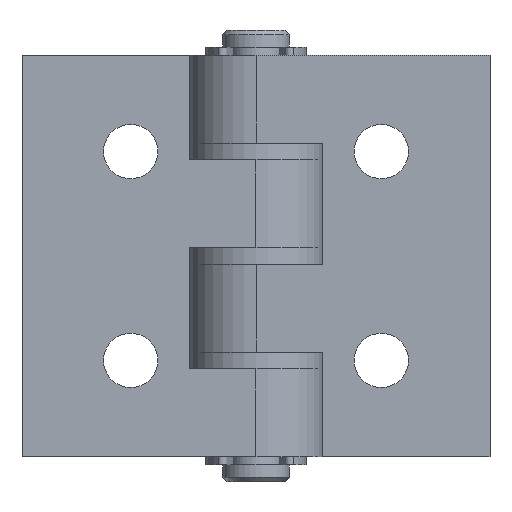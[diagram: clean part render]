
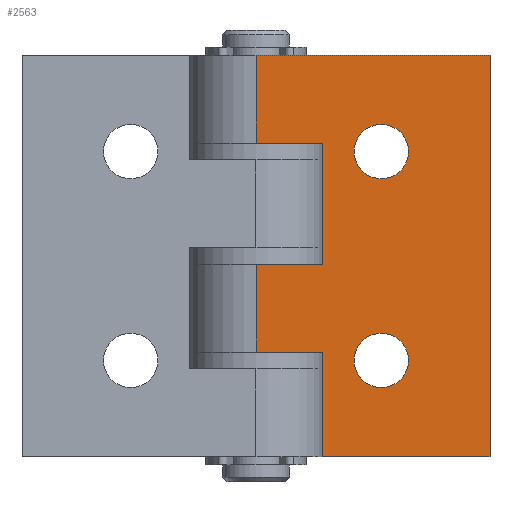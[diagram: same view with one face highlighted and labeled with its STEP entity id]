
A CAD part, front view. The second image highlights one B-rep face of the part: STEP entity #2563.
In plain terms, the highlighted planar face has unit normal (0, -1, 0).
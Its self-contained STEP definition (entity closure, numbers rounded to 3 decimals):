
#58 = ORIENTED_EDGE ( 'NONE', *, *, #3296, .F. ) ;
#59 = ORIENTED_EDGE ( 'NONE', *, *, #3267, .T. ) ;
#136 = ORIENTED_EDGE ( 'NONE', *, *, #3283, .F. ) ;
#137 = ORIENTED_EDGE ( 'NONE', *, *, #3313, .T. ) ;
#139 = ORIENTED_EDGE ( 'NONE', *, *, #3163, .T. ) ;
#166 = ORIENTED_EDGE ( 'NONE', *, *, #3164, .T. ) ;
#216 = ORIENTED_EDGE ( 'NONE', *, *, #3321, .F. ) ;
#217 = ORIENTED_EDGE ( 'NONE', *, *, #3165, .T. ) ;
#220 = ORIENTED_EDGE ( 'NONE', *, *, #3280, .T. ) ;
#222 = ORIENTED_EDGE ( 'NONE', *, *, #3161, .F. ) ;
#224 = ORIENTED_EDGE ( 'NONE', *, *, #3304, .T. ) ;
#225 = ORIENTED_EDGE ( 'NONE', *, *, #3277, .T. ) ;
#227 = ORIENTED_EDGE ( 'NONE', *, *, #3297, .F. ) ;
#242 = ORIENTED_EDGE ( 'NONE', *, *, #3275, .T. ) ;
#386 = DIRECTION ( 'NONE',  ( 0., 0., -1. ) ) ;
#387 = CARTESIAN_POINT ( 'NONE',  ( 23.766, -8.226, 21.111 ) ) ;
#411 = CARTESIAN_POINT ( 'NONE',  ( -4.234, -8.226, -26.889 ) ) ;
#420 = DIRECTION ( 'NONE',  ( 1., 0., 0. ) ) ;
#426 = CARTESIAN_POINT ( 'NONE',  ( -4.234, -8.226, 21.111 ) ) ;
#436 = DIRECTION ( 'NONE',  ( 0., 0., -1. ) ) ;
#454 = CARTESIAN_POINT ( 'NONE',  ( -4.234, -8.226, 10.611 ) ) ;
#456 = DIRECTION ( 'NONE',  ( 1., 0., 0. ) ) ;
#468 = DIRECTION ( 'NONE',  ( 1., 0., 0. ) ) ;
#473 = CARTESIAN_POINT ( 'NONE',  ( -4.234, -8.226, -3.889 ) ) ;
#481 = DIRECTION ( 'NONE',  ( 0., 0., 1. ) ) ;
#493 = CARTESIAN_POINT ( 'NONE',  ( 3.766, -8.226, -3.889 ) ) ;
#535 = DIRECTION ( 'NONE',  ( 1., 0., 0. ) ) ;
#536 = CARTESIAN_POINT ( 'NONE',  ( -4.234, -8.226, 21.111 ) ) ;
#537 = DIRECTION ( 'NONE',  ( 0., 0., 1. ) ) ;
#538 = DIRECTION ( 'NONE',  ( 0., 1., 0. ) ) ;
#539 = CARTESIAN_POINT ( 'NONE',  ( 10.766, -8.226, -15.389 ) ) ;
#544 = DIRECTION ( 'NONE',  ( 0., 0., -1. ) ) ;
#545 = CARTESIAN_POINT ( 'NONE',  ( -4.234, -8.226, 21.111 ) ) ;
#546 = DIRECTION ( 'NONE',  ( 0., 0., 1. ) ) ;
#547 = DIRECTION ( 'NONE',  ( 0., 1., 0. ) ) ;
#551 = CARTESIAN_POINT ( 'NONE',  ( 10.766, -8.226, 9.611 ) ) ;
#774 = VECTOR ( 'NONE', #1266, 1000. ) ;
#776 = CIRCLE ( 'NONE', #1182, 3.25 ) ;
#778 = LINE ( 'NONE', #1250, #774 ) ;
#779 = VECTOR ( 'NONE', #987, 1000. ) ;
#782 = CIRCLE ( 'NONE', #1184, 3.25 ) ;
#783 = LINE ( 'NONE', #1331, #779 ) ;
#864 = FACE_BOUND ( 'NONE', #1963, .T. ) ;
#867 = FACE_BOUND ( 'NONE', #1922, .T. ) ;
#869 = FACE_OUTER_BOUND ( 'NONE', #1949, .T. ) ;
#987 = DIRECTION ( 'NONE',  ( 0., 0., 1. ) ) ;
#1092 = AXIS2_PLACEMENT_3D ( 'NONE', #539, #538, #537 ) ;
#1093 = AXIS2_PLACEMENT_3D ( 'NONE', #551, #547, #546 ) ;
#1141 = DIRECTION ( 'NONE',  ( 0., 0., 1. ) ) ;
#1143 = DIRECTION ( 'NONE',  ( 0., 1., 0. ) ) ;
#1182 = AXIS2_PLACEMENT_3D ( 'NONE', #1231, #1143, #1141 ) ;
#1184 = AXIS2_PLACEMENT_3D ( 'NONE', #1223, #1237, #1225 ) ;
#1223 = CARTESIAN_POINT ( 'NONE',  ( 10.766, -8.226, -15.389 ) ) ;
#1225 = DIRECTION ( 'NONE',  ( 0., 0., 1. ) ) ;
#1231 = CARTESIAN_POINT ( 'NONE',  ( 10.766, -8.226, 9.611 ) ) ;
#1237 = DIRECTION ( 'NONE',  ( 0., 1., 0. ) ) ;
#1250 = CARTESIAN_POINT ( 'NONE',  ( -4.234, -8.226, -14.389 ) ) ;
#1267 = AXIS2_PLACEMENT_3D ( 'NONE', #2367, #2377, #2363 ) ;
#1266 = DIRECTION ( 'NONE',  ( 1., 0., 0. ) ) ;
#1331 = CARTESIAN_POINT ( 'NONE',  ( 3.766, -8.226, -26.889 ) ) ;
#1571 = VERTEX_POINT ( 'NONE', #3042 ) ;
#1573 = VERTEX_POINT ( 'NONE', #3040 ) ;
#1729 = VERTEX_POINT ( 'NONE', #2990 ) ;
#1763 = VERTEX_POINT ( 'NONE', #2975 ) ;
#1781 = VERTEX_POINT ( 'NONE', #2972 ) ;
#1804 = VERTEX_POINT ( 'NONE', #2966 ) ;
#1815 = VERTEX_POINT ( 'NONE', #2951 ) ;
#1922 = EDGE_LOOP ( 'NONE', ( #139, #220 ) ) ;
#1949 = EDGE_LOOP ( 'NONE', ( #166, #222, #137, #216, #136, #59, #224, #58, #227, #225 ) ) ;
#1963 = EDGE_LOOP ( 'NONE', ( #217, #242 ) ) ;
#2022 = VERTEX_POINT ( 'NONE', #2884 ) ;
#2097 = VERTEX_POINT ( 'NONE', #2810 ) ;
#2103 = VERTEX_POINT ( 'NONE', #2804 ) ;
#2104 = VERTEX_POINT ( 'NONE', #2803 ) ;
#2105 = VERTEX_POINT ( 'NONE', #2801 ) ;
#2110 = VERTEX_POINT ( 'NONE', #2792 ) ;
#2122 = VERTEX_POINT ( 'NONE', #2785 ) ;
#2363 = DIRECTION ( 'NONE',  ( 0., 0., 1. ) ) ;
#2365 = PLANE ( 'NONE',  #1267 ) ;
#2367 = CARTESIAN_POINT ( 'NONE',  ( -4.234, -8.226, 21.111 ) ) ;
#2377 = DIRECTION ( 'NONE',  ( 0., 1., 0. ) ) ;
#2563 = ADVANCED_FACE ( 'NONE', ( #867, #864, #869 ), #2365, .F. ) ;
#2785 = CARTESIAN_POINT ( 'NONE',  ( 10.766, -8.226, 6.361 ) ) ;
#2792 = CARTESIAN_POINT ( 'NONE',  ( 10.766, -8.226, -18.639 ) ) ;
#2801 = CARTESIAN_POINT ( 'NONE',  ( -4.234, -8.226, 21.111 ) ) ;
#2803 = CARTESIAN_POINT ( 'NONE',  ( -4.234, -8.226, 10.611 ) ) ;
#2804 = CARTESIAN_POINT ( 'NONE',  ( -4.234, -8.226, -14.389 ) ) ;
#2810 = CARTESIAN_POINT ( 'NONE',  ( 23.766, -8.226, 21.111 ) ) ;
#2884 = CARTESIAN_POINT ( 'NONE',  ( 10.766, -8.226, 12.861 ) ) ;
#2951 = CARTESIAN_POINT ( 'NONE',  ( 10.766, -8.226, -12.139 ) ) ;
#2966 = CARTESIAN_POINT ( 'NONE',  ( 3.766, -8.226, -26.889 ) ) ;
#2972 = CARTESIAN_POINT ( 'NONE',  ( 3.766, -8.226, -14.389 ) ) ;
#2975 = CARTESIAN_POINT ( 'NONE',  ( 3.766, -8.226, 10.611 ) ) ;
#2990 = CARTESIAN_POINT ( 'NONE',  ( 3.766, -8.226, -3.889 ) ) ;
#3040 = CARTESIAN_POINT ( 'NONE',  ( 23.766, -8.226, -26.889 ) ) ;
#3042 = CARTESIAN_POINT ( 'NONE',  ( -4.234, -8.226, -3.889 ) ) ;
#3161 = EDGE_CURVE ( 'NONE', #1804, #1781, #783, .T. ) ;
#3163 = EDGE_CURVE ( 'NONE', #1815, #2110, #782, .T. ) ;
#3164 = EDGE_CURVE ( 'NONE', #2103, #1781, #778, .T. ) ;
#3165 = EDGE_CURVE ( 'NONE', #2022, #2122, #776, .T. ) ;
#3267 = EDGE_CURVE ( 'NONE', #2105, #2104, #3658, .T. ) ;
#3275 = EDGE_CURVE ( 'NONE', #2122, #2022, #3642, .T. ) ;
#3277 = EDGE_CURVE ( 'NONE', #1571, #2103, #3640, .T. ) ;
#3280 = EDGE_CURVE ( 'NONE', #2110, #1815, #3636, .T. ) ;
#3283 = EDGE_CURVE ( 'NONE', #2105, #2097, #3630, .T. ) ;
#3296 = EDGE_CURVE ( 'NONE', #1729, #1763, #3612, .T. ) ;
#3297 = EDGE_CURVE ( 'NONE', #1571, #1729, #3613, .T. ) ;
#3304 = EDGE_CURVE ( 'NONE', #2104, #1763, #3599, .T. ) ;
#3313 = EDGE_CURVE ( 'NONE', #1804, #1573, #3589, .T. ) ;
#3321 = EDGE_CURVE ( 'NONE', #2097, #1573, #3572, .T. ) ;
#3569 = VECTOR ( 'NONE', #386, 1000. ) ;
#3572 = LINE ( 'NONE', #387, #3569 ) ;
#3583 = VECTOR ( 'NONE', #420, 1000. ) ;
#3589 = LINE ( 'NONE', #411, #3583 ) ;
#3597 = VECTOR ( 'NONE', #456, 1000. ) ;
#3599 = LINE ( 'NONE', #454, #3597 ) ;
#3608 = VECTOR ( 'NONE', #468, 1000. ) ;
#3610 = VECTOR ( 'NONE', #481, 1000. ) ;
#3612 = LINE ( 'NONE', #493, #3610 ) ;
#3613 = LINE ( 'NONE', #473, #3608 ) ;
#3628 = VECTOR ( 'NONE', #535, 1000. ) ;
#3630 = LINE ( 'NONE', #536, #3628 ) ;
#3636 = CIRCLE ( 'NONE', #1092, 3.25 ) ;
#3637 = VECTOR ( 'NONE', #544, 1000. ) ;
#3640 = LINE ( 'NONE', #545, #3637 ) ;
#3642 = CIRCLE ( 'NONE', #1093, 3.25 ) ;
#3652 = VECTOR ( 'NONE', #436, 1000. ) ;
#3658 = LINE ( 'NONE', #426, #3652 ) ;
